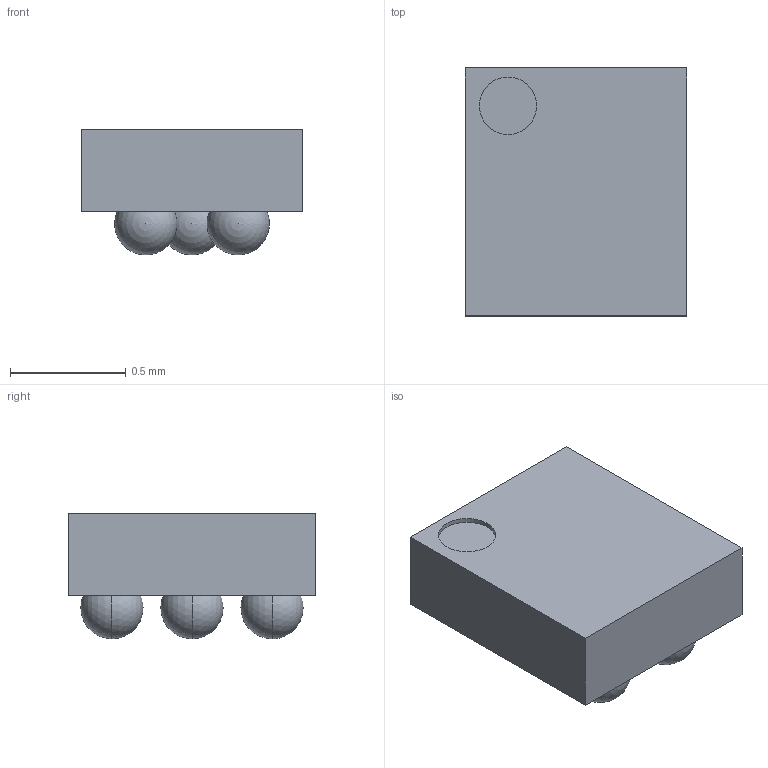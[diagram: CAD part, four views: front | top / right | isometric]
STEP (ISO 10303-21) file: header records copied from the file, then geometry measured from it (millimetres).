
FILE_DESCRIPTION (( 'STEP AP214' ), '1' );
FILE_NAME ('ST_WLCSP5-0.959x1.073.STEP', '2023-04-18T14:52:53', ( '' ), ( '' ), 'SwSTEP 2.0', 'SolidWorks 2023', '' );
FILE_SCHEMA (( 'AUTOMOTIVE_DESIGN' ));
Length unit declared in the file: millimetre
Products named in the file (1): ST_WLCSP5-0.959x1.073
Bounding box: 0.96 x 1.07 x 0.55 mm (x, y, z)
Volume: 0.4 mm3; surface area: 4.1 mm2
Topology: 1 solids, 1 shells, 19 faces, 63 edges, 42 vertices
Faces by surface type: sphere 10, plane 7, cylinder 2
Entity records: 539 total; most frequent: DIRECTION 102, CARTESIAN_POINT 85, ORIENTED_EDGE 76, AXIS2_PLACEMENT_3D 44, EDGE_CURVE 38, VERTEX_POINT 27, EDGE_LOOP 25, CIRCLE 24
